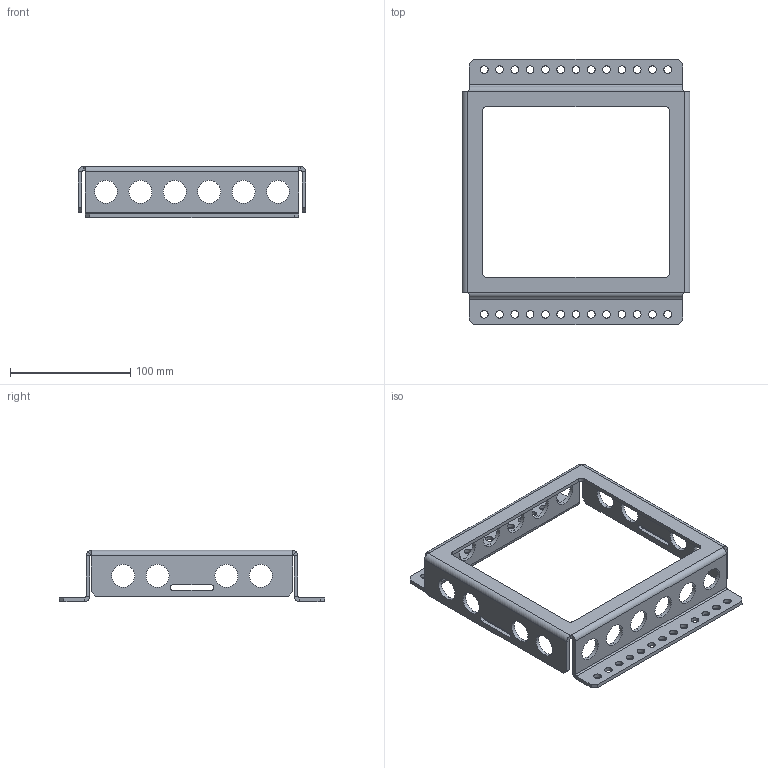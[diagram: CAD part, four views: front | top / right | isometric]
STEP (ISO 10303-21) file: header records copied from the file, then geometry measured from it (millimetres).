
FILE_DESCRIPTION (( 'STEP AP203' ), '1' );
FILE_NAME ('217-2593-008 Rev2.STEP', '2013-01-10T20:53:01', ( '' ), ( '' ), 'SwSTEP 2.0', 'SolidWorks 2012', '' );
FILE_SCHEMA (( 'CONFIG_CONTROL_DESIGN' ));
Length unit declared in the file: inch
Products named in the file (1): 217-2593-008 Rev2
Bounding box: 189.13 x 220.37 x 42.49 mm (x, y, z)
Volume: 116008.3 mm3; surface area: 84325.1 mm2
Topology: 1 solids, 1 shells, 174 faces, 468 edges, 296 vertices
Faces by surface type: cylinder 112, plane 58, bspline 4
Entity records: 6115 total; most frequent: CARTESIAN_POINT 1331, DIRECTION 1018, ORIENTED_EDGE 936, EDGE_CURVE 468, AXIS2_PLACEMENT_3D 395, VERTEX_POINT 296, EDGE_LOOP 272, VECTOR 228
